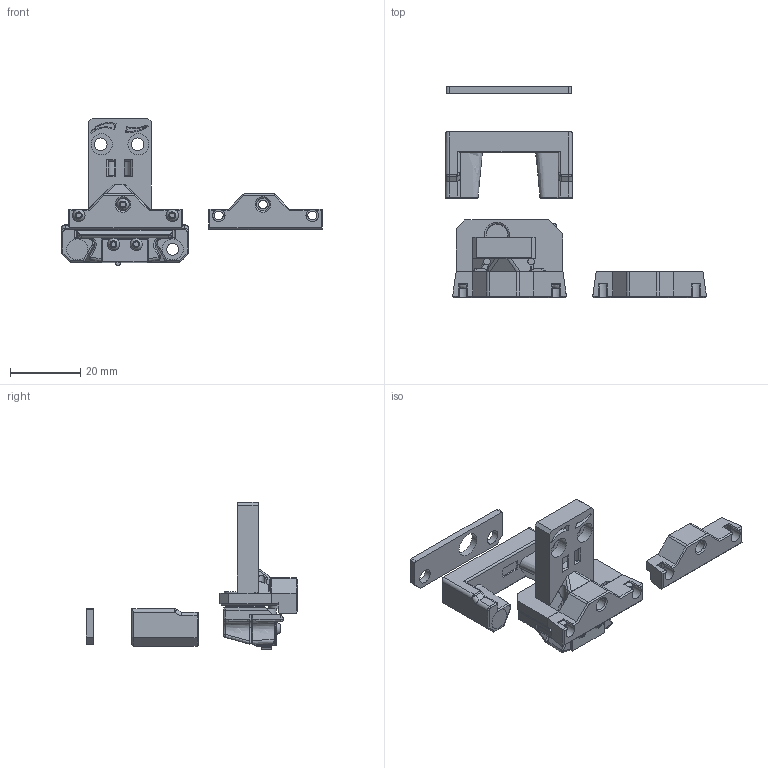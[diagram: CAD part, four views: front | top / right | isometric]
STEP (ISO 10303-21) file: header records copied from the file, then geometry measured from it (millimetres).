
FILE_DESCRIPTION(/* description */ (''),/* implementation_level */ '2;1');
FILE_NAME(/* name */ 'KlickyProbe_v2.2 v28.step',/* time_stamp */ '2022-05-11T02:06:47+01:00',/* author */ (''),/* organization */ (''),/* preprocessor_version */ 'ST-DEVELOPER v18.1',/* originating_system */ 'Autodesk Translation Framework v10.14.0.1471',/* authorisation */ '');
FILE_SCHEMA (('AUTOMOTIVE_DESIGN { 1 0 10303 214 3 1 1 }'));
Length unit declared in the file: millimetre
Products named in the file (10): KlickyProbe_v2.2; KlickyNG Probe V3; D2F; D2F_ACTUATOR; D2F_BASE; M2x9 Self-tapping Screw (1); Probe Dock v3; NG AB/SB mount v2; M2x8 Self-tapping Screw; 2mm extender
Assembly tree (9 placements, depth 4):
  KlickyProbe_v2.2
    KlickyNG Probe V3
      D2F
        D2F_ACTUATOR
        D2F_BASE
      M2x9 Self-tapping Screw (1)
    Probe Dock v3
    NG AB/SB mount v2
      M2x8 Self-tapping Screw
    2mm extender
Bounding box: 74.52 x 60.33 x 42.21 mm (x, y, z)
Volume: 14297.3 mm3; surface area: 13458.8 mm2
Topology: 22 solids, 22 shells, 751 faces, 1895 edges, 1207 vertices
Faces by surface type: plane 390, bspline 141, cylinder 140, cone 68, sphere 9, torus 3
Full cylindrical faces by diameter (mm): 1.6 x5, 1.8 x2, 1.9 x4, 2 x7, 2.5 x6, 3.4 x2, 3.5 x5, 3.6 x4, 4.2 x2, 6 x12, 6.3 x1, 6.4 x1, 7.1 x1
Entity records: 27782 total; most frequent: CARTESIAN_POINT 10471, ORIENTED_EDGE 3770, DIRECTION 3107, EDGE_CURVE 1885, VERTEX_POINT 1205, AXIS2_PLACEMENT_3D 1058, LINE 991, VECTOR 991
